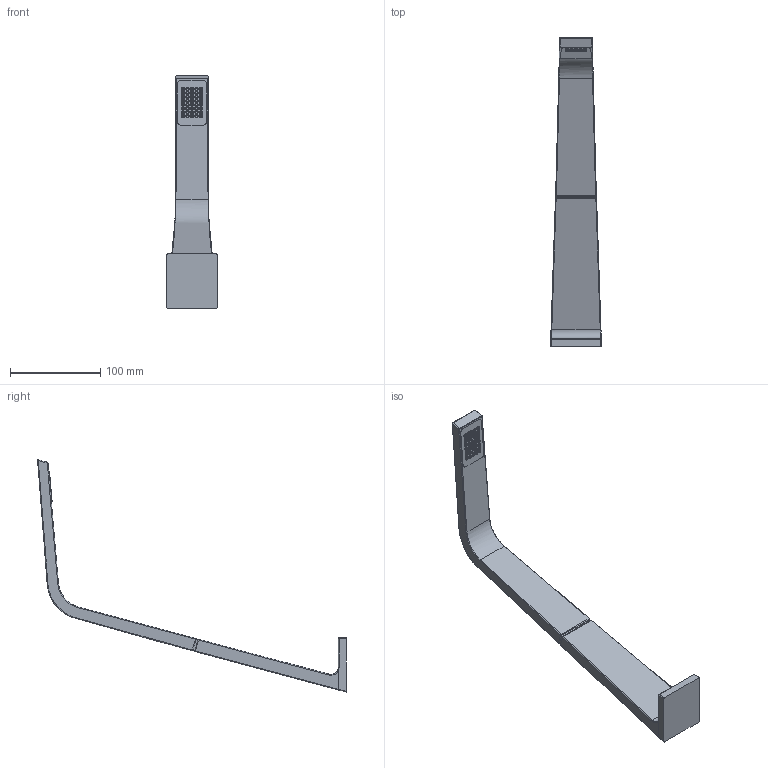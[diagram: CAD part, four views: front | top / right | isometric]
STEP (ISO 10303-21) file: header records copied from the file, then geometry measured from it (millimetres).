
FILE_DESCRIPTION (( 'STEP AP203' ), '1' );
FILE_NAME ('13717705-00.STEP', '2018-07-03T14:12:54', ( '' ), ( '' ), 'SwSTEP 2.0', 'SolidWorks 2017', '' );
FILE_SCHEMA (( 'CONFIG_CONTROL_DESIGN' ));
Length unit declared in the file: millimetre
Products named in the file (6): Planungsmodell_Platte-+-09.11.02.299.90-01_K4; Planungsmodell_Platte-+-09.11.02.299.90-01_K3; Planungsmodell_Platte-+-09.11.02.299.90-01_K2; 13717705-00; Planungsmodell_Koerper-+-09.19.70.003.90-01_091970003-00; Planungsmodell_Auslauf-+-09.11.70.003.90-01
Assembly tree (44 placements, depth 3):
  13717705-00
    Planungsmodell_Koerper-+-09.19.70.003.90-01_091970003-00
    Planungsmodell_Auslauf-+-09.11.70.003.90-01
    Planungsmodell_Platte-+-09.11.02.299.90-01_K2
      Planungsmodell_Platte-+-09.11.02.299.90-01_K4
      Planungsmodell_Platte-+-09.11.02.299.90-01_K3  x40
Bounding box: 56 x 341.99 x 257.24 mm (x, y, z)
Volume: 308109.7 mm3; surface area: 66850.1 mm2
Topology: 43 solids, 43 shells, 338 faces, 630 edges, 371 vertices
Faces by surface type: cylinder 120, plane 109, torus 82, sphere 21, bspline 6
Entity records: 4897 total; most frequent: CARTESIAN_POINT 796, DIRECTION 598, ORIENTED_EDGE 456, AXIS2_PLACEMENT_3D 246, EDGE_CURVE 228, VERTEX_POINT 133, LOCAL_TIME 118, DATE_AND_TIME 118
